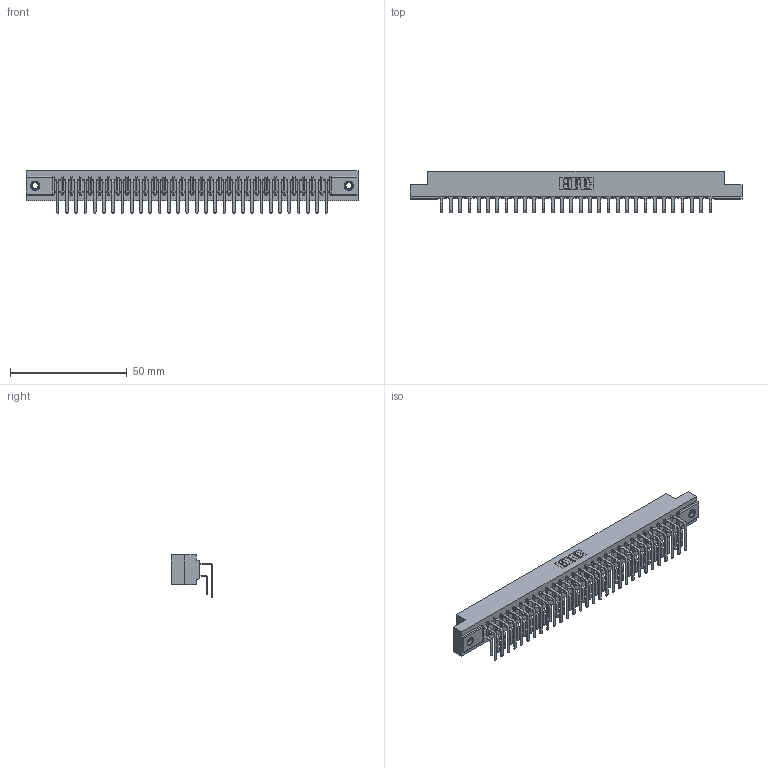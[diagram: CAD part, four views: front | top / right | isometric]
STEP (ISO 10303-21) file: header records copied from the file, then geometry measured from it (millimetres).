
FILE_DESCRIPTION (( 'STEP AP203' ), '1' );
FILE_NAME ('307-060-459-207.STEP', '2020-09-30T15:28:46', ( '' ), ( '' ), 'SwSTEP 2.0', 'SolidWorks 2020', '' );
FILE_SCHEMA (( 'CONFIG_CONTROL_DESIGN' ));
Length unit declared in the file: inch
Products named in the file (5): 307 Part_.156 Dia Mounting Holes; 307-060-459-207; 307-290-001_559 - 2 (Single); 345-250-001_345-250-005-103; 307-290-001_558 559 - 1 (Single)
Assembly tree (63 placements, depth 2):
  307-060-459-207
    307 Part_.156 Dia Mounting Holes
    307-290-001_558 559 - 1 (Single)  x30
    307-290-001_559 - 2 (Single)  x30
    345-250-001_345-250-005-103  x2
Bounding box: 141.88 x 17.69 x 18.07 mm (x, y, z)
Volume: 15255.2 mm3; surface area: 20006.2 mm2
Topology: 63 solids, 63 shells, 3209 faces, 8979 edges, 5814 vertices
Faces by surface type: plane 2082, cylinder 1049, sphere 62, cone 12, torus 4
Entity records: 30790 total; most frequent: CARTESIAN_POINT 5027, ORIENTED_EDGE 4974, DIRECTION 4937, EDGE_CURVE 2487, LINE 1901, VECTOR 1901, VERTEX_POINT 1608, AXIS2_PLACEMENT_3D 1518
